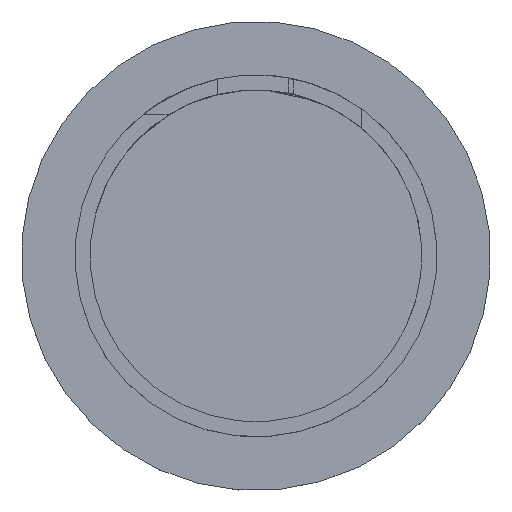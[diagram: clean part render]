
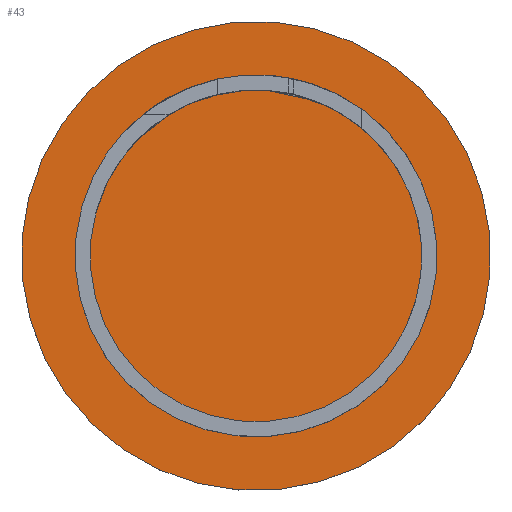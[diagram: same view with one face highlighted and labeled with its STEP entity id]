
A CAD part, top view. The second image highlights one B-rep face of the part: STEP entity #43.
In plain terms, the highlighted planar face has unit normal (0, 0, 1).
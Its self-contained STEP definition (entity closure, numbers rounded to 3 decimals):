
#43=ADVANCED_FACE('',(#80),#530,.T.);
#80=FACE_OUTER_BOUND('',#115,.T.);
#115=EDGE_LOOP('',(#236,#237));
#236=ORIENTED_EDGE('',*,*,#335,.F.);
#237=ORIENTED_EDGE('',*,*,#331,.F.);
#331=EDGE_CURVE('',#500,#502,#414,.T.);
#335=EDGE_CURVE('',#502,#500,#416,.T.);
#414=TRIMMED_CURVE($,#450,(#929),(#930),.T.,.CARTESIAN.);
#416=TRIMMED_CURVE($,#452,(#939),(#940),.T.,.CARTESIAN.);
#450=CIRCLE('',#610,19.209);
#452=CIRCLE('',#612,19.209);
#500=VERTEX_POINT('',#924);
#502=VERTEX_POINT('',#926);
#530=PLANE('',#607);
#607=AXIS2_PLACEMENT_3D('',#921,#698,$);
#610=AXIS2_PLACEMENT_3D($,#928,#701,#702);
#612=AXIS2_PLACEMENT_3D($,#938,#705,#706);
#698=DIRECTION('',(0.,0.,1.));
#701=DIRECTION('',(0.,0.,-1.));
#702=DIRECTION('',(-0.717,0.697,0.));
#705=DIRECTION('',(0.,0.,-1.));
#706=DIRECTION('',(0.717,-0.697,0.));
#921=CARTESIAN_POINT('',(38.259,64.677,26.735));
#924=CARTESIAN_POINT('',(0.474,102.079,26.735));
#926=CARTESIAN_POINT('',(28.02,75.298,26.735));
#928=CARTESIAN_POINT('',(14.247,88.689,26.735));
#929=CARTESIAN_POINT('',(0.474,102.079,26.735));
#930=CARTESIAN_POINT('',(28.02,75.298,26.735));
#938=CARTESIAN_POINT('',(14.247,88.689,26.735));
#939=CARTESIAN_POINT('',(28.02,75.298,26.735));
#940=CARTESIAN_POINT('',(0.474,102.079,26.735));
